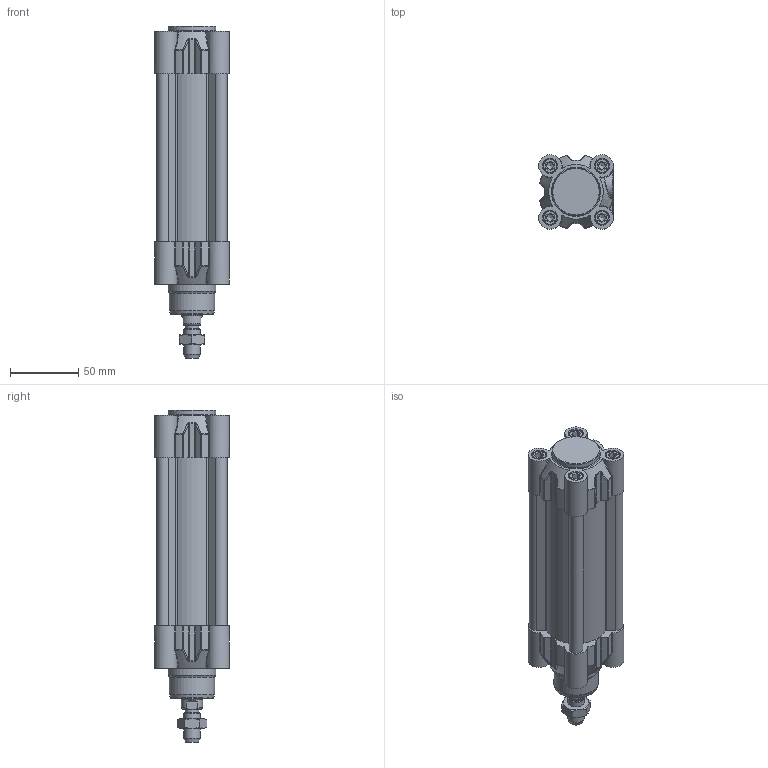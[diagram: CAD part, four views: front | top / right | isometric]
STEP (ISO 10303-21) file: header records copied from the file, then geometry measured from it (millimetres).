
FILE_DESCRIPTION(/* description */ (''),/* implementation_level */ '2;1');
FILE_NAME(/* name */ 'HSSM040.080.GS.M.stp',/* time_stamp */ '2021-03-02T10:03:55+01:00',/* author */ ('carlo.corazza'),/* organization */ (''),/* preprocessor_version */ 'ST-DEVELOPER v18.1',/* originating_system */ 'Autodesk Inventor 2020',/* authorisation */ '');
FILE_SCHEMA (('AUTOMOTIVE_DESIGN { 1 0 10303 214 3 1 1 }'));
Length unit declared in the file: millimetre
Products named in the file (6): HSSM040.080.GS.M; TP H040; TA H040; CORPO-080; STELO-080; 29.2012.000.2
Assembly tree (5 placements, depth 2):
  HSSM040.080.GS.M
    TP H040
    TA H040
    CORPO-080
    STELO-080
    29.2012.000.2
Bounding box: 54.5 x 54.5 x 243 mm (x, y, z)
Volume: 323137.8 mm3; surface area: 132203.4 mm2
Topology: 5 solids, 10 shells, 910 faces, 2328 edges, 1521 vertices
Faces by surface type: plane 365, cylinder 248, bspline 122, cone 89, torus 68, sphere 18
Full cylindrical faces by diameter (mm): 2.5 x2, 4.917 x8, 6 x8, 6.2 x8, 7 x2, 9.9 x2, 10 x13, 10.3 x8, 10.647 x1, 11.445 x2, 12 x1, 15.5 x1, 16 x2, 16.6 x1, 16.8 x1, 16.847 x1, 20 x1, 26 x2, 33 x1, 35 x2, 40 x2
Entity records: 31999 total; most frequent: CARTESIAN_POINT 8902, ORIENTED_EDGE 4632, DIRECTION 4500, EDGE_CURVE 2316, AXIS2_PLACEMENT_3D 1691, VERTEX_POINT 1521, LINE 1118, VECTOR 1118
